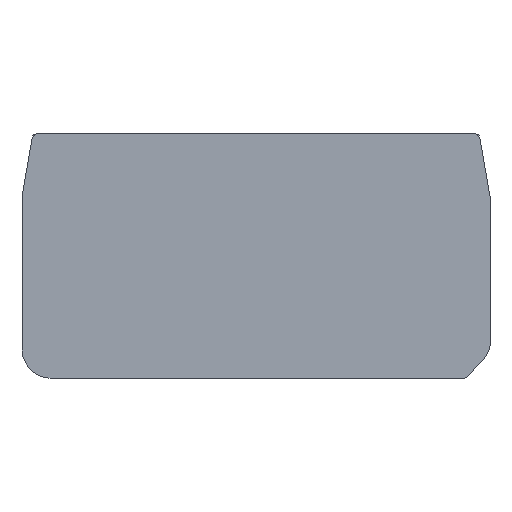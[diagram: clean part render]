
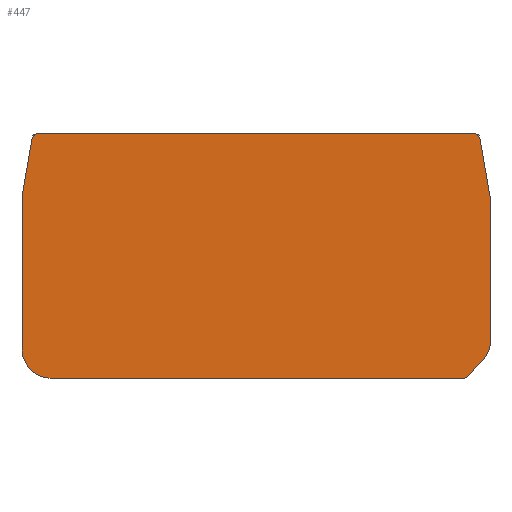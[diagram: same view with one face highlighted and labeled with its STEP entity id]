
A CAD part, top view. The second image highlights one B-rep face of the part: STEP entity #447.
In plain terms, the highlighted free-form (B-spline) face has degree [1, 1] with [2, 2] control points.
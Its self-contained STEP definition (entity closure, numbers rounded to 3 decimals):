
#41=CARTESIAN_POINT('',(234.433,175.187,2.2));
#42=VERTEX_POINT('',#41);
#48=CARTESIAN_POINT('',(234.926,174.772,2.2));
#49=VERTEX_POINT('',#48);
#50=CARTESIAN_POINT('',(234.433,175.187,2.2));
#51=CARTESIAN_POINT('',(234.855,175.187,2.2));
#52=CARTESIAN_POINT('',(234.926,174.772,2.2));
#53=(BOUNDED_CURVE()B_SPLINE_CURVE(2,(#50,#51,#52),.CIRCULAR_ARC.,.F.,.U.)B_SPLINE_CURVE_WITH_KNOTS((3,3),(0.,1.),.UNSPECIFIED.)CURVE()GEOMETRIC_REPRESENTATION_ITEM()RATIONAL_B_SPLINE_CURVE((1.,0.765,1.))REPRESENTATION_ITEM(''));
#54=EDGE_CURVE('',#42,#49,#53,.T.);
#78=CARTESIAN_POINT('',(236.146,167.669,2.2));
#79=VERTEX_POINT('',#78);
#80=CARTESIAN_POINT('',(234.926,174.772,2.2));
#81=CARTESIAN_POINT('',(236.146,167.669,2.2));
#82=B_SPLINE_CURVE_WITH_KNOTS('',1,(#80,#81),.POLYLINE_FORM.,.F.,.U.,(2,2),(0.,1.),.UNSPECIFIED.);
#83=EDGE_CURVE('',#49,#79,#82,.T.);
#106=CARTESIAN_POINT('',(236.146,149.958,2.2));
#107=VERTEX_POINT('',#106);
#108=CARTESIAN_POINT('',(236.146,167.669,2.2));
#109=CARTESIAN_POINT('',(236.146,149.958,2.2));
#110=B_SPLINE_CURVE_WITH_KNOTS('',1,(#108,#109),.POLYLINE_FORM.,.F.,.U.,(2,2),(0.,1.),.UNSPECIFIED.);
#111=EDGE_CURVE('',#79,#107,#110,.T.);
#148=CARTESIAN_POINT('',(235.649,148.638,2.2));
#149=VERTEX_POINT('',#148);
#150=CARTESIAN_POINT('',(236.146,149.958,2.2));
#151=CARTESIAN_POINT('',(236.146,149.204,2.2));
#152=CARTESIAN_POINT('',(235.649,148.638,2.2));
#153=(BOUNDED_CURVE()B_SPLINE_CURVE(2,(#150,#151,#152),.CIRCULAR_ARC.,.F.,.U.)B_SPLINE_CURVE_WITH_KNOTS((3,3),(0.,1.),.UNSPECIFIED.)CURVE()GEOMETRIC_REPRESENTATION_ITEM()RATIONAL_B_SPLINE_CURVE((1.,0.936,1.))REPRESENTATION_ITEM(''));
#154=EDGE_CURVE('',#107,#149,#153,.T.);
#178=CARTESIAN_POINT('',(233.47,146.157,2.2));
#179=VERTEX_POINT('',#178);
#180=CARTESIAN_POINT('',(235.649,148.638,2.2));
#181=CARTESIAN_POINT('',(233.47,146.157,2.2));
#182=B_SPLINE_CURVE_WITH_KNOTS('',1,(#180,#181),.POLYLINE_FORM.,.F.,.U.,(2,2),(0.,1.),.UNSPECIFIED.);
#183=EDGE_CURVE('',#149,#179,#182,.T.);
#220=CARTESIAN_POINT('',(233.095,145.987,2.2));
#221=VERTEX_POINT('',#220);
#222=CARTESIAN_POINT('',(233.47,146.157,2.2));
#223=CARTESIAN_POINT('',(233.321,145.987,2.2));
#224=CARTESIAN_POINT('',(233.095,145.987,2.2));
#225=(BOUNDED_CURVE()B_SPLINE_CURVE(2,(#222,#223,#224),.CIRCULAR_ARC.,.F.,.U.)B_SPLINE_CURVE_WITH_KNOTS((3,3),(0.,1.),.UNSPECIFIED.)CURVE()GEOMETRIC_REPRESENTATION_ITEM()RATIONAL_B_SPLINE_CURVE((1.,0.911,1.))REPRESENTATION_ITEM(''));
#226=EDGE_CURVE('',#179,#221,#225,.T.);
#250=CARTESIAN_POINT('',(183.746,145.987,2.2));
#251=VERTEX_POINT('',#250);
#252=CARTESIAN_POINT('',(233.095,145.987,2.2));
#253=CARTESIAN_POINT('',(183.746,145.987,2.2));
#254=B_SPLINE_CURVE_WITH_KNOTS('',1,(#252,#253),.POLYLINE_FORM.,.F.,.U.,(2,2),(0.,1.),.UNSPECIFIED.);
#255=EDGE_CURVE('',#221,#251,#254,.T.);
#284=CARTESIAN_POINT('',(180.246,149.487,2.2));
#285=VERTEX_POINT('',#284);
#286=CARTESIAN_POINT('',(183.746,145.987,2.2));
#287=CARTESIAN_POINT('',(180.246,145.987,2.2));
#288=CARTESIAN_POINT('',(180.246,149.487,2.2));
#289=(BOUNDED_CURVE()B_SPLINE_CURVE(2,(#286,#287,#288),.CIRCULAR_ARC.,.F.,.U.)B_SPLINE_CURVE_WITH_KNOTS((3,3),(0.,1.),.UNSPECIFIED.)CURVE()GEOMETRIC_REPRESENTATION_ITEM()RATIONAL_B_SPLINE_CURVE((1.,0.707,1.))REPRESENTATION_ITEM(''));
#290=EDGE_CURVE('',#251,#285,#289,.T.);
#314=CARTESIAN_POINT('',(180.246,167.669,2.2));
#315=VERTEX_POINT('',#314);
#316=CARTESIAN_POINT('',(180.246,149.487,2.2));
#317=CARTESIAN_POINT('',(180.246,167.669,2.2));
#318=B_SPLINE_CURVE_WITH_KNOTS('',1,(#316,#317),.POLYLINE_FORM.,.F.,.U.,(2,2),(0.,1.),.UNSPECIFIED.);
#319=EDGE_CURVE('',#285,#315,#318,.T.);
#342=CARTESIAN_POINT('',(181.465,174.772,2.2));
#343=VERTEX_POINT('',#342);
#344=CARTESIAN_POINT('',(180.246,167.669,2.2));
#345=CARTESIAN_POINT('',(181.465,174.772,2.2));
#346=B_SPLINE_CURVE_WITH_KNOTS('',1,(#344,#345),.POLYLINE_FORM.,.F.,.U.,(2,2),(0.,1.),.UNSPECIFIED.);
#347=EDGE_CURVE('',#315,#343,#346,.T.);
#384=CARTESIAN_POINT('',(181.958,175.187,2.2));
#385=VERTEX_POINT('',#384);
#386=CARTESIAN_POINT('',(181.465,174.772,2.2));
#387=CARTESIAN_POINT('',(181.537,175.187,2.2));
#388=CARTESIAN_POINT('',(181.958,175.187,2.2));
#389=(BOUNDED_CURVE()B_SPLINE_CURVE(2,(#386,#387,#388),.CIRCULAR_ARC.,.F.,.U.)B_SPLINE_CURVE_WITH_KNOTS((3,3),(0.,1.),.UNSPECIFIED.)CURVE()GEOMETRIC_REPRESENTATION_ITEM()RATIONAL_B_SPLINE_CURVE((1.,0.765,1.))REPRESENTATION_ITEM(''));
#390=EDGE_CURVE('',#343,#385,#389,.T.);
#420=CARTESIAN_POINT('',(181.958,175.187,2.2));
#421=CARTESIAN_POINT('',(234.433,175.187,2.2));
#422=B_SPLINE_CURVE_WITH_KNOTS('',1,(#420,#421),.POLYLINE_FORM.,.F.,.U.,(2,2),(0.,1.),.UNSPECIFIED.);
#423=EDGE_CURVE('',#385,#42,#422,.T.);
#428=CARTESIAN_POINT('',(176.662,192.121,2.2));
#429=CARTESIAN_POINT('',(239.729,192.121,2.2));
#430=CARTESIAN_POINT('',(176.662,129.054,2.2));
#431=CARTESIAN_POINT('',(239.729,129.054,2.2));
#432=B_SPLINE_SURFACE_WITH_KNOTS('',1,1,((#428,#429),(#430,#431)),.PLANE_SURF.,.F.,.F.,.U.,(2,2),(2,2),(0.,1.),(0.,1.),.UNSPECIFIED.);
#433=ORIENTED_EDGE('',*,*,#423,.F.);
#434=ORIENTED_EDGE('',*,*,#390,.F.);
#435=ORIENTED_EDGE('',*,*,#347,.F.);
#436=ORIENTED_EDGE('',*,*,#319,.F.);
#437=ORIENTED_EDGE('',*,*,#290,.F.);
#438=ORIENTED_EDGE('',*,*,#255,.F.);
#439=ORIENTED_EDGE('',*,*,#226,.F.);
#440=ORIENTED_EDGE('',*,*,#183,.F.);
#441=ORIENTED_EDGE('',*,*,#154,.F.);
#442=ORIENTED_EDGE('',*,*,#111,.F.);
#443=ORIENTED_EDGE('',*,*,#83,.F.);
#444=ORIENTED_EDGE('',*,*,#54,.F.);
#445=EDGE_LOOP('',(#433,#434,#435,#436,#437,#438,#439,#440,#441,#442,#443,#444));
#446=FACE_OUTER_BOUND('',#445,.T.);
#447=ADVANCED_FACE('',(#446),#432,.T.);
